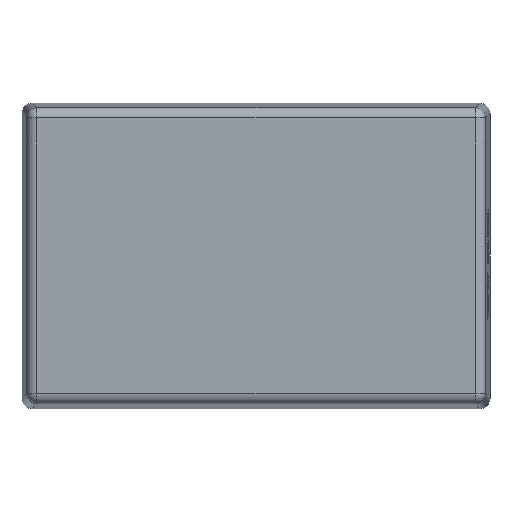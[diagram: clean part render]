
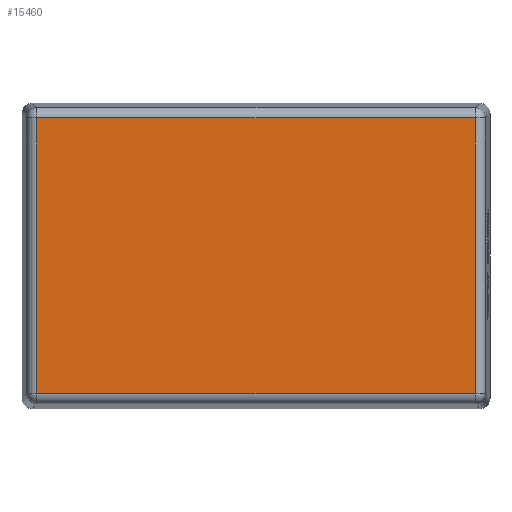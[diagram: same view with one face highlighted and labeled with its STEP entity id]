
A CAD part, top view. The second image highlights one B-rep face of the part: STEP entity #15460.
In plain terms, the highlighted planar face has unit normal (0, 0, 1).
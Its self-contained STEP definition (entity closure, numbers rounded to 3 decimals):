
#269 = CARTESIAN_POINT ( 'NONE',  ( -4.309, 2.709, 2.8 ) ) ;
#308 = EDGE_CURVE ( 'NONE', #6013, #4453, #4733, .T. ) ;
#958 = DIRECTION ( 'NONE',  ( 0., 1., 0. ) ) ;
#1421 = DIRECTION ( 'NONE',  ( 1., 0., 0. ) ) ;
#1612 = ORIENTED_EDGE ( 'NONE', *, *, #4962, .T. ) ;
#2158 = CARTESIAN_POINT ( 'NONE',  ( 0., 0., 2.8 ) ) ;
#2421 = CARTESIAN_POINT ( 'NONE',  ( 0., -2.709, 2.8 ) ) ;
#3163 = PLANE ( 'NONE',  #11865 ) ;
#3400 = ORIENTED_EDGE ( 'NONE', *, *, #13153, .T. ) ;
#3433 = CARTESIAN_POINT ( 'NONE',  ( 4.309, 0., 2.8 ) ) ;
#3681 = EDGE_CURVE ( 'NONE', #4453, #5391, #14437, .T. ) ;
#4116 = ORIENTED_EDGE ( 'NONE', *, *, #3681, .T. ) ;
#4296 = CARTESIAN_POINT ( 'NONE',  ( 4.309, -2.709, 2.8 ) ) ;
#4453 = VERTEX_POINT ( 'NONE', #10641 ) ;
#4733 = LINE ( 'NONE', #3433, #15073 ) ;
#4962 = EDGE_CURVE ( 'NONE', #12051, #6013, #13503, .T. ) ;
#5391 = VERTEX_POINT ( 'NONE', #269 ) ;
#5567 = VECTOR ( 'NONE', #10561, 1000. ) ;
#6013 = VERTEX_POINT ( 'NONE', #4296 ) ;
#6385 = VECTOR ( 'NONE', #8976, 1000. ) ;
#6402 = LINE ( 'NONE', #12680, #6385 ) ;
#8102 = DIRECTION ( 'NONE',  ( -1., 0., 0. ) ) ;
#8326 = CARTESIAN_POINT ( 'NONE',  ( 0., 2.709, 2.8 ) ) ;
#8339 = FACE_OUTER_BOUND ( 'NONE', #9522, .T. ) ;
#8976 = DIRECTION ( 'NONE',  ( 0., -1., 0. ) ) ;
#9522 = EDGE_LOOP ( 'NONE', ( #3400, #1612, #11760, #4116 ) ) ;
#9663 = CARTESIAN_POINT ( 'NONE',  ( -4.309, -2.709, 2.8 ) ) ;
#10561 = DIRECTION ( 'NONE',  ( -1., 0., 0. ) ) ;
#10641 = CARTESIAN_POINT ( 'NONE',  ( 4.309, 2.709, 2.8 ) ) ;
#11760 = ORIENTED_EDGE ( 'NONE', *, *, #308, .T. ) ;
#11865 = AXIS2_PLACEMENT_3D ( 'NONE', #2158, #13079, #8102 ) ;
#12051 = VERTEX_POINT ( 'NONE', #9663 ) ;
#12680 = CARTESIAN_POINT ( 'NONE',  ( -4.309, 0., 2.8 ) ) ;
#13079 = DIRECTION ( 'NONE',  ( 0., 0., -1. ) ) ;
#13153 = EDGE_CURVE ( 'NONE', #5391, #12051, #6402, .T. ) ;
#13503 = LINE ( 'NONE', #2421, #15979 ) ;
#14437 = LINE ( 'NONE', #8326, #5567 ) ;
#15073 = VECTOR ( 'NONE', #958, 1000. ) ;
#15460 = ADVANCED_FACE ( 'NONE', ( #8339 ), #3163, .F. ) ;
#15979 = VECTOR ( 'NONE', #1421, 1000. ) ;
